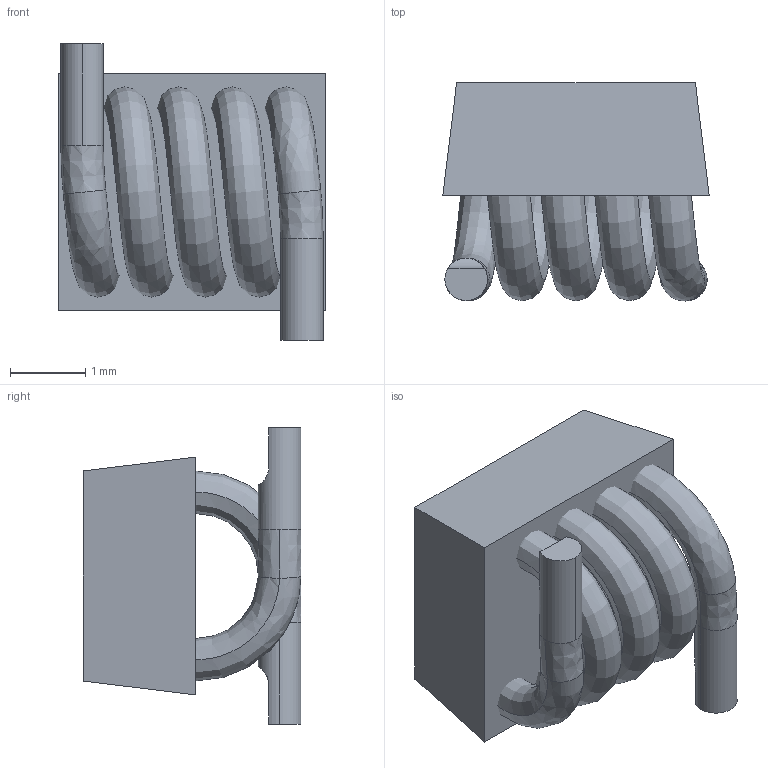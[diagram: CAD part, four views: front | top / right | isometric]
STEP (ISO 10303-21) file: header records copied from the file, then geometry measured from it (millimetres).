
FILE_DESCRIPTION (( 'STEP AP214' ), '1' );
FILE_NAME ('Coilcraft-A04T-DEFAULT.STEP', '2011-07-23T08:27:36', ( 'sysAdmin' ), ( 'SolidWorks' ), 'SwSTEP 2.0', 'SolidWorks 2011', '' );
FILE_SCHEMA (( 'AUTOMOTIVE_DESIGN' ));
Length unit declared in the file: inch
Products named in the file (3): Coilcraft-A04T-DEFAULT_W24ATZ2-X [AXXT-BXXT]_A04T_2; Coilcraft-A04T-DEFAULT_36-625 [T7-668-1]_A04X_2; Coilcraft-A04T-DEFAULT
Assembly tree (2 placements, depth 2):
  Coilcraft-A04T-DEFAULT
    Coilcraft-A04T-DEFAULT_W24ATZ2-X [AXXT-BXXT]_A04T_2
    Coilcraft-A04T-DEFAULT_36-625 [T7-668-1]_A04X_2
Bounding box: 3.54 x 2.9 x 3.94 mm (x, y, z)
Volume: 23 mm3; surface area: 96.6 mm2
Topology: 2 solids, 2 shells, 22 faces, 50 edges, 32 vertices
Faces by surface type: plane 10, bspline 6, cylinder 6
Entity records: 2706 total; most frequent: CARTESIAN_POINT 1816, DIRECTION 108, ORIENTED_EDGE 100, EDGE_CURVE 50, AXIS2_PLACEMENT_3D 42, VERTEX_POINT 32, LENGTH_MEASURE_WITH_UNIT 29, UNCERTAINTY_MEASURE_WITH_UNIT 29
